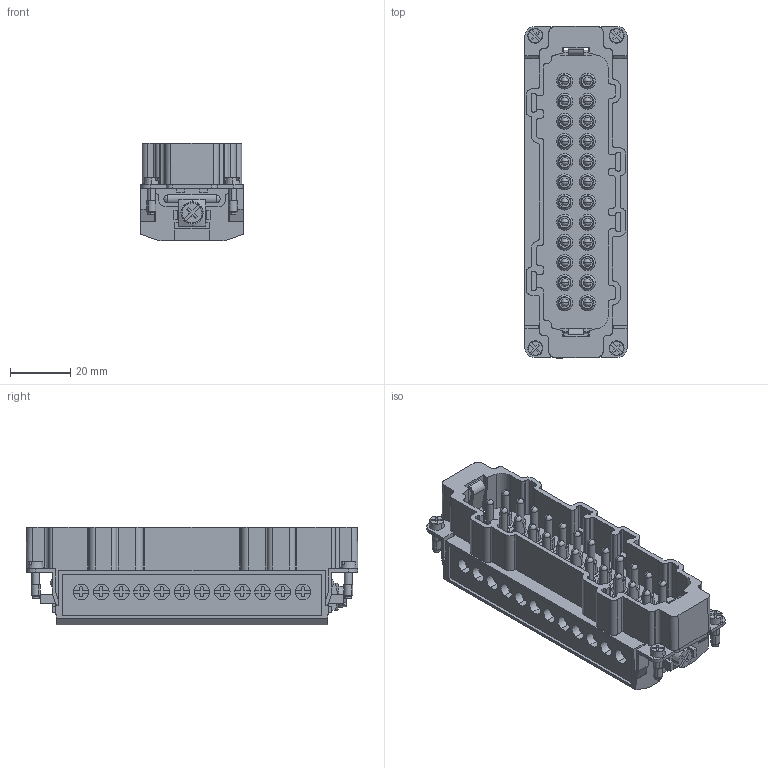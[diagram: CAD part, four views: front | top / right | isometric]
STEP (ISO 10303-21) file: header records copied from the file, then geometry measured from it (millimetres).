
FILE_DESCRIPTION(('Creo Elements/Direct Modeling STEP Export'),'2;1');
FILE_NAME('model.stp','2021-02-25T 8:43:01',(''),(''),'Creo Elements/Direct Modeling STEP processor for AP214 (Solid Model)','Creo Elements/Direct Modeling 20.1D 10-Oct-2020 (C) Parametric Technology GmbH','');
FILE_SCHEMA(('AUTOMOTIVE_DESIGN { 1 0 10303 214 1 1 1 1 }'));
Products named in the file (2): HC_B_24_I_UT_M-select
Assembly tree (1 placements, depth 2):
  HC_B_24_I_UT_M-select
    HC_B_24_I_UT_M-select
Bounding box: 34 x 110.3 x 32.35 mm (x, y, z)
Volume: 55815.6 mm3; surface area: 34830.2 mm2
Topology: 1 solids, 1 shells, 1917 faces, 5292 edges, 3475 vertices
Faces by surface type: plane 1321, cylinder 380, cone 164, sphere 52
Entity records: 74096 total; most frequent: CARTESIAN_POINT 10709, ORIENTED_EDGE 10488, DIRECTION 9450, EDGE_CURVE 5244, VECTOR 3794, LINE 3794, VERTEX_POINT 3475, AXIS2_PLACEMENT_3D 2828
